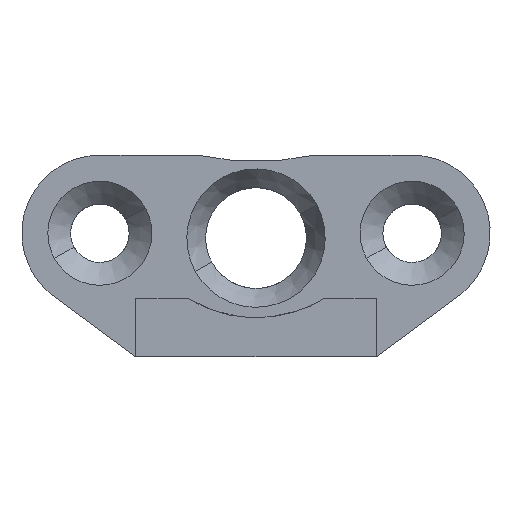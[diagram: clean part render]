
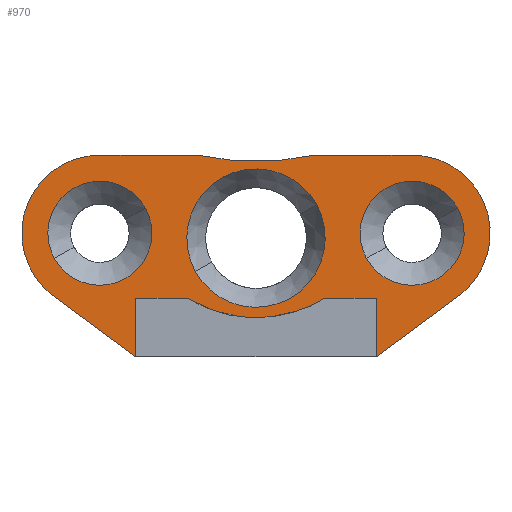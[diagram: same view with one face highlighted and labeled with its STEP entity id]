
A CAD part, left-side view. The second image highlights one B-rep face of the part: STEP entity #970.
In plain terms, the highlighted planar face has unit normal (-1, 0, 0).
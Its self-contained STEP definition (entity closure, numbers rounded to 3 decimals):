
#66=CARTESIAN_POINT('Vertex',(3.,-10.536,-10.)) ;
#72=CARTESIAN_POINT('Control Point',(3.,10.536,-10.)) ;
#73=CARTESIAN_POINT('Control Point',(3.,6.763,-12.338)) ;
#74=CARTESIAN_POINT('Control Point',(3.,2.342,-13.631)) ;
#75=CARTESIAN_POINT('Control Point',(3.,-2.342,-13.631)) ;
#76=CARTESIAN_POINT('Control Point',(3.,-6.763,-12.338)) ;
#77=CARTESIAN_POINT('Control Point',(3.,-10.536,-10.)) ;
#78=CARTESIAN_POINT('Vertex',(3.,10.536,-10.)) ;
#170=CARTESIAN_POINT('Line Origine',(3.,14.518,-10.)) ;
#174=CARTESIAN_POINT('Vertex',(3.,18.5,-10.)) ;
#193=CARTESIAN_POINT('Vertex',(3.,-18.5,-10.)) ;
#196=CARTESIAN_POINT('Line Origine',(3.,-14.518,-10.)) ;
#213=CARTESIAN_POINT('Line Origine',(3.,18.5,-14.5)) ;
#217=CARTESIAN_POINT('Vertex',(3.,18.5,-19.)) ;
#241=CARTESIAN_POINT('Vertex',(3.,-18.5,-19.)) ;
#244=CARTESIAN_POINT('Line Origine',(3.,-18.5,-14.5)) ;
#378=CARTESIAN_POINT('Line Origine',(3.,24.819,-14.323)) ;
#382=CARTESIAN_POINT('Vertex',(3.,31.139,-9.645)) ;
#416=CARTESIAN_POINT('Axis2P3D Location',(3.,24.,0.)) ;
#420=CARTESIAN_POINT('Vertex',(3.,24.,12.)) ;
#447=CARTESIAN_POINT('Line Origine',(3.,16.5,12.)) ;
#451=CARTESIAN_POINT('Vertex',(3.,9.,12.)) ;
#478=CARTESIAN_POINT('Axis2P3D Location',(3.,0.,52.)) ;
#482=CARTESIAN_POINT('Vertex',(3.,-9.,12.)) ;
#504=CARTESIAN_POINT('Line Origine',(3.,-16.5,12.)) ;
#508=CARTESIAN_POINT('Vertex',(3.,-24.,12.)) ;
#535=CARTESIAN_POINT('Axis2P3D Location',(3.,-24.,0.)) ;
#539=CARTESIAN_POINT('Vertex',(3.,-31.139,-9.645)) ;
#566=CARTESIAN_POINT('Line Origine',(3.,-24.819,-14.323)) ;
#785=CARTESIAN_POINT('Vertex',(3.,-16.979,-3.835)) ;
#788=CARTESIAN_POINT('Axis2P3D Location',(3.,-24.,0.)) ;
#792=CARTESIAN_POINT('Vertex',(3.,-31.021,3.835)) ;
#808=CARTESIAN_POINT('Axis2P3D Location',(3.,-24.,0.)) ;
#889=CARTESIAN_POINT('Vertex',(3.,31.021,-3.835)) ;
#892=CARTESIAN_POINT('Axis2P3D Location',(3.,24.,0.)) ;
#896=CARTESIAN_POINT('Vertex',(3.,16.979,3.835)) ;
#912=CARTESIAN_POINT('Axis2P3D Location',(3.,24.,0.)) ;
#925=CARTESIAN_POINT('Axis2P3D Location',(3.,0.,0.)) ;
#944=CARTESIAN_POINT('Axis2P3D Location',(3.,0.,-0.75)) ;
#948=CARTESIAN_POINT('Vertex',(3.,-9.335,4.35)) ;
#950=CARTESIAN_POINT('Vertex',(3.,9.335,-5.85)) ;
#953=CARTESIAN_POINT('Axis2P3D Location',(3.,0.,-0.75)) ;
#171=DIRECTION('Vector Direction',(0.,-1.,0.)) ;
#197=DIRECTION('Vector Direction',(0.,-1.,0.)) ;
#214=DIRECTION('Vector Direction',(0.,0.,1.)) ;
#245=DIRECTION('Vector Direction',(0.,0.,-1.)) ;
#379=DIRECTION('Vector Direction',(0.,0.804,0.595)) ;
#417=DIRECTION('Axis2P3D Direction',(1.,0.,0.)) ;
#448=DIRECTION('Vector Direction',(0.,-1.,0.)) ;
#479=DIRECTION('Axis2P3D Direction',(1.,0.,0.)) ;
#505=DIRECTION('Vector Direction',(0.,-1.,0.)) ;
#536=DIRECTION('Axis2P3D Direction',(1.,0.,0.)) ;
#567=DIRECTION('Vector Direction',(0.,0.804,-0.595)) ;
#789=DIRECTION('Axis2P3D Direction',(-1.,0.,0.)) ;
#809=DIRECTION('Axis2P3D Direction',(-1.,0.,0.)) ;
#893=DIRECTION('Axis2P3D Direction',(-1.,0.,0.)) ;
#913=DIRECTION('Axis2P3D Direction',(-1.,0.,0.)) ;
#926=DIRECTION('Axis2P3D Direction',(1.,0.,0.)) ;
#927=DIRECTION('Axis2P3D XDirection',(0.,1.,0.)) ;
#945=DIRECTION('Axis2P3D Direction',(1.,0.,0.)) ;
#954=DIRECTION('Axis2P3D Direction',(1.,0.,0.)) ;
#418=AXIS2_PLACEMENT_3D('Circle Axis2P3D',#416,#417,$) ;
#480=AXIS2_PLACEMENT_3D('Circle Axis2P3D',#478,#479,$) ;
#537=AXIS2_PLACEMENT_3D('Circle Axis2P3D',#535,#536,$) ;
#790=AXIS2_PLACEMENT_3D('Circle Axis2P3D',#788,#789,$) ;
#810=AXIS2_PLACEMENT_3D('Circle Axis2P3D',#808,#809,$) ;
#894=AXIS2_PLACEMENT_3D('Circle Axis2P3D',#892,#893,$) ;
#914=AXIS2_PLACEMENT_3D('Circle Axis2P3D',#912,#913,$) ;
#928=AXIS2_PLACEMENT_3D('Plane Axis2P3D',#925,#926,#927) ;
#946=AXIS2_PLACEMENT_3D('Circle Axis2P3D',#944,#945,$) ;
#955=AXIS2_PLACEMENT_3D('Circle Axis2P3D',#953,#954,$) ;
#931=ORIENTED_EDGE('',*,*,#219,.F.) ;
#932=ORIENTED_EDGE('',*,*,#176,.F.) ;
#933=ORIENTED_EDGE('',*,*,#80,.F.) ;
#934=ORIENTED_EDGE('',*,*,#200,.F.) ;
#935=ORIENTED_EDGE('',*,*,#248,.F.) ;
#936=ORIENTED_EDGE('',*,*,#570,.F.) ;
#937=ORIENTED_EDGE('',*,*,#541,.F.) ;
#938=ORIENTED_EDGE('',*,*,#510,.F.) ;
#939=ORIENTED_EDGE('',*,*,#484,.F.) ;
#940=ORIENTED_EDGE('',*,*,#453,.F.) ;
#941=ORIENTED_EDGE('',*,*,#422,.F.) ;
#942=ORIENTED_EDGE('',*,*,#384,.F.) ;
#959=ORIENTED_EDGE('',*,*,#952,.F.) ;
#960=ORIENTED_EDGE('',*,*,#957,.F.) ;
#963=ORIENTED_EDGE('',*,*,#916,.F.) ;
#964=ORIENTED_EDGE('',*,*,#898,.F.) ;
#967=ORIENTED_EDGE('',*,*,#812,.F.) ;
#968=ORIENTED_EDGE('',*,*,#794,.F.) ;
#961=FACE_BOUND('',#958,.T.) ;
#965=FACE_BOUND('',#962,.T.) ;
#969=FACE_BOUND('',#966,.T.) ;
#172=VECTOR('Line Direction',#171,1.) ;
#198=VECTOR('Line Direction',#197,1.) ;
#215=VECTOR('Line Direction',#214,1.) ;
#246=VECTOR('Line Direction',#245,1.) ;
#380=VECTOR('Line Direction',#379,1.) ;
#449=VECTOR('Line Direction',#448,1.) ;
#506=VECTOR('Line Direction',#505,1.) ;
#568=VECTOR('Line Direction',#567,1.) ;
#970=ADVANCED_FACE('Corps de pi\X2\00E8\X0\ce.5',(#943,#961,#965,#969),#929,.F.) ;
#71=B_SPLINE_CURVE_WITH_KNOTS('',5,(#72,#73,#74,#75,#76,#77),.UNSPECIFIED.,.F.,.U.,(6,6),(70.929,93.121),.UNSPECIFIED.) ;
#419=CIRCLE('generated circle',#418,12.) ;
#481=CIRCLE('generated circle',#480,41.) ;
#538=CIRCLE('generated circle',#537,12.) ;
#791=CIRCLE('generated circle',#790,8.) ;
#811=CIRCLE('generated circle',#810,8.) ;
#895=CIRCLE('generated circle',#894,8.) ;
#915=CIRCLE('generated circle',#914,8.) ;
#947=CIRCLE('generated circle',#946,10.637) ;
#956=CIRCLE('generated circle',#955,10.637) ;
#80=EDGE_CURVE('',#67,#79,#71,.F.) ;
#176=EDGE_CURVE('',#79,#175,#173,.F.) ;
#200=EDGE_CURVE('',#194,#67,#199,.F.) ;
#219=EDGE_CURVE('',#175,#218,#216,.F.) ;
#248=EDGE_CURVE('',#242,#194,#247,.F.) ;
#384=EDGE_CURVE('',#218,#383,#381,.T.) ;
#422=EDGE_CURVE('',#383,#421,#419,.T.) ;
#453=EDGE_CURVE('',#421,#452,#450,.T.) ;
#484=EDGE_CURVE('',#452,#483,#481,.F.) ;
#510=EDGE_CURVE('',#483,#509,#507,.T.) ;
#541=EDGE_CURVE('',#509,#540,#538,.T.) ;
#570=EDGE_CURVE('',#540,#242,#569,.T.) ;
#794=EDGE_CURVE('',#786,#793,#791,.T.) ;
#812=EDGE_CURVE('',#793,#786,#811,.T.) ;
#898=EDGE_CURVE('',#890,#897,#895,.T.) ;
#916=EDGE_CURVE('',#897,#890,#915,.T.) ;
#952=EDGE_CURVE('',#949,#951,#947,.F.) ;
#957=EDGE_CURVE('',#951,#949,#956,.F.) ;
#930=EDGE_LOOP('',(#931,#932,#933,#934,#935,#936,#937,#938,#939,#940,#941,#942)) ;
#958=EDGE_LOOP('',(#959,#960)) ;
#962=EDGE_LOOP('',(#963,#964)) ;
#966=EDGE_LOOP('',(#967,#968)) ;
#943=FACE_OUTER_BOUND('',#930,.T.) ;
#173=LINE('Line',#170,#172) ;
#199=LINE('Line',#196,#198) ;
#216=LINE('Line',#213,#215) ;
#247=LINE('Line',#244,#246) ;
#381=LINE('Line',#378,#380) ;
#450=LINE('Line',#447,#449) ;
#507=LINE('Line',#504,#506) ;
#569=LINE('Line',#566,#568) ;
#929=PLANE('Plane',#928) ;
#67=VERTEX_POINT('',#66) ;
#79=VERTEX_POINT('',#78) ;
#175=VERTEX_POINT('',#174) ;
#194=VERTEX_POINT('',#193) ;
#218=VERTEX_POINT('',#217) ;
#242=VERTEX_POINT('',#241) ;
#383=VERTEX_POINT('',#382) ;
#421=VERTEX_POINT('',#420) ;
#452=VERTEX_POINT('',#451) ;
#483=VERTEX_POINT('',#482) ;
#509=VERTEX_POINT('',#508) ;
#540=VERTEX_POINT('',#539) ;
#786=VERTEX_POINT('',#785) ;
#793=VERTEX_POINT('',#792) ;
#890=VERTEX_POINT('',#889) ;
#897=VERTEX_POINT('',#896) ;
#949=VERTEX_POINT('',#948) ;
#951=VERTEX_POINT('',#950) ;
